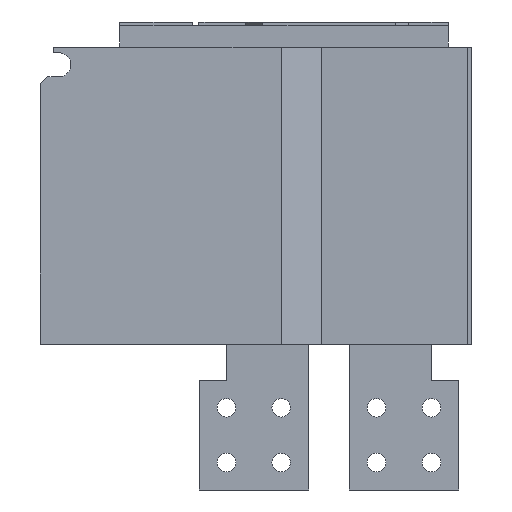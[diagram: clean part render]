
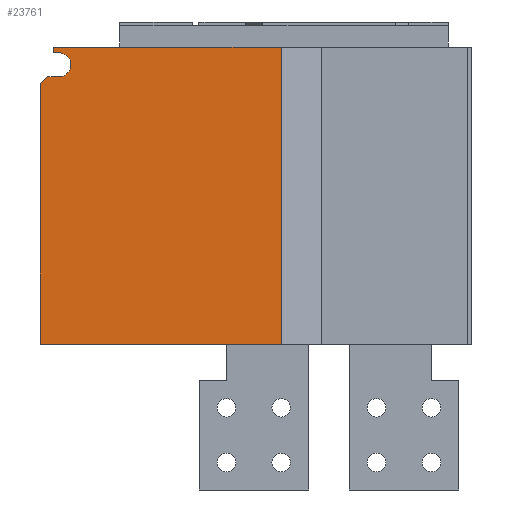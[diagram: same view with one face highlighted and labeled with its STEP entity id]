
A CAD part, left-side view. The second image highlights one B-rep face of the part: STEP entity #23761.
In plain terms, the highlighted planar face has unit normal (-1, 0, 0).
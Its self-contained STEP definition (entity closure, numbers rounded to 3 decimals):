
#6 = CARTESIAN_POINT ( 'NONE',  ( -493.5, 367., -16. ) ) ;
#25 = DIRECTION ( 'NONE',  ( 0., -1., 0. ) ) ;
#124 = EDGE_CURVE ( 'NONE', #2863, #6173, #22546, .T. ) ;
#466 = CARTESIAN_POINT ( 'NONE',  ( -493.5, 372., -5. ) ) ;
#614 = LINE ( 'NONE', #9518, #8815 ) ;
#716 = DIRECTION ( 'NONE',  ( -1., 0., 0. ) ) ;
#1317 = CARTESIAN_POINT ( 'NONE',  ( -493.5, 372., 0. ) ) ;
#1399 = DIRECTION ( 'NONE',  ( 0., -0.759, 0.651 ) ) ;
#1504 = VERTEX_POINT ( 'NONE', #466 ) ;
#2027 = ORIENTED_EDGE ( 'NONE', *, *, #124, .F. ) ;
#2117 = EDGE_CURVE ( 'NONE', #11131, #8754, #18938, .T. ) ;
#2863 = VERTEX_POINT ( 'NONE', #1317 ) ;
#3288 = CARTESIAN_POINT ( 'NONE',  ( -493.5, 367., -5. ) ) ;
#3512 = CARTESIAN_POINT ( 'NONE',  ( -493.5, 374.8, -25.114 ) ) ;
#3598 = ORIENTED_EDGE ( 'NONE', *, *, #11810, .F. ) ;
#4236 = CARTESIAN_POINT ( 'NONE',  ( -493.5, 384., -271. ) ) ;
#5267 = DIRECTION ( 'NONE',  ( 0., 0., 1. ) ) ;
#6173 = VERTEX_POINT ( 'NONE', #6862 ) ;
#6328 = FACE_OUTER_BOUND ( 'NONE', #15540, .T. ) ;
#6451 = DIRECTION ( 'NONE',  ( 0., 0., 1. ) ) ;
#6591 = EDGE_CURVE ( 'NONE', #14374, #6173, #21688, .T. ) ;
#6862 = CARTESIAN_POINT ( 'NONE',  ( -493.5, 164., 0. ) ) ;
#7305 = CARTESIAN_POINT ( 'NONE',  ( -493.5, 384., -33.001 ) ) ;
#7342 = DIRECTION ( 'NONE',  ( 0., 0., -1. ) ) ;
#7471 = CARTESIAN_POINT ( 'NONE',  ( -493.5, 377., -27. ) ) ;
#8075 = DIRECTION ( 'NONE',  ( 0., 1., 0. ) ) ;
#8139 = CARTESIAN_POINT ( 'NONE',  ( -493.5, 164., -271. ) ) ;
#8754 = VERTEX_POINT ( 'NONE', #3288 ) ;
#8792 = EDGE_CURVE ( 'NONE', #11131, #17131, #614, .T. ) ;
#8815 = VECTOR ( 'NONE', #15840, 1000. ) ;
#9518 = CARTESIAN_POINT ( 'NONE',  ( -493.5, 164., -27. ) ) ;
#9539 = VERTEX_POINT ( 'NONE', #7305 ) ;
#10703 = DIRECTION ( 'NONE',  ( 0., 0., 1. ) ) ;
#10987 = AXIS2_PLACEMENT_3D ( 'NONE', #6, #18499, #5267 ) ;
#11131 = VERTEX_POINT ( 'NONE', #23149 ) ;
#11708 = ORIENTED_EDGE ( 'NONE', *, *, #8792, .T. ) ;
#11810 = EDGE_CURVE ( 'NONE', #8754, #1504, #19679, .T. ) ;
#12199 = CARTESIAN_POINT ( 'NONE',  ( -493.5, 164., -271. ) ) ;
#12351 = VECTOR ( 'NONE', #25, 1000. ) ;
#12748 = VECTOR ( 'NONE', #1399, 1000. ) ;
#12961 = LINE ( 'NONE', #16834, #18288 ) ;
#13573 = VECTOR ( 'NONE', #10703, 1000. ) ;
#13855 = DIRECTION ( 'NONE',  ( 0., 0., 1. ) ) ;
#14070 = PLANE ( 'NONE',  #16505 ) ;
#14374 = VERTEX_POINT ( 'NONE', #8139 ) ;
#14693 = DIRECTION ( 'NONE',  ( 0., -1., 0. ) ) ;
#14751 = ORIENTED_EDGE ( 'NONE', *, *, #15647, .F. ) ;
#14959 = VECTOR ( 'NONE', #13855, 1000. ) ;
#15540 = EDGE_LOOP ( 'NONE', ( #2027, #22686, #3598, #16632, #11708, #14751, #22693, #18140, #21364 ) ) ;
#15647 = EDGE_CURVE ( 'NONE', #9539, #17131, #20733, .T. ) ;
#15696 = CARTESIAN_POINT ( 'NONE',  ( -493.5, 164., -5. ) ) ;
#15840 = DIRECTION ( 'NONE',  ( 0., 1., 0. ) ) ;
#15860 = EDGE_CURVE ( 'NONE', #23422, #14374, #17120, .T. ) ;
#16505 = AXIS2_PLACEMENT_3D ( 'NONE', #21198, #716, #6451 ) ;
#16632 = ORIENTED_EDGE ( 'NONE', *, *, #2117, .F. ) ;
#16834 = CARTESIAN_POINT ( 'NONE',  ( -493.5, 372., -271. ) ) ;
#16940 = CARTESIAN_POINT ( 'NONE',  ( -493.5, 164., 0. ) ) ;
#17120 = LINE ( 'NONE', #23095, #12351 ) ;
#17131 = VERTEX_POINT ( 'NONE', #7471 ) ;
#17606 = CARTESIAN_POINT ( 'NONE',  ( -493.5, 384., -271. ) ) ;
#18140 = ORIENTED_EDGE ( 'NONE', *, *, #15860, .T. ) ;
#18219 = VECTOR ( 'NONE', #8075, 1000. ) ;
#18288 = VECTOR ( 'NONE', #7342, 1000. ) ;
#18499 = DIRECTION ( 'NONE',  ( -1., 0., 0. ) ) ;
#18938 = CIRCLE ( 'NONE', #10987, 11. ) ;
#19679 = LINE ( 'NONE', #15696, #18219 ) ;
#20446 = VECTOR ( 'NONE', #14693, 1000. ) ;
#20733 = LINE ( 'NONE', #3512, #12748 ) ;
#21198 = CARTESIAN_POINT ( 'NONE',  ( -493.5, 164., -271. ) ) ;
#21364 = ORIENTED_EDGE ( 'NONE', *, *, #6591, .T. ) ;
#21575 = EDGE_CURVE ( 'NONE', #2863, #1504, #12961, .T. ) ;
#21688 = LINE ( 'NONE', #12199, #13573 ) ;
#22200 = EDGE_CURVE ( 'NONE', #23422, #9539, #23210, .T. ) ;
#22546 = LINE ( 'NONE', #16940, #20446 ) ;
#22686 = ORIENTED_EDGE ( 'NONE', *, *, #21575, .T. ) ;
#22693 = ORIENTED_EDGE ( 'NONE', *, *, #22200, .F. ) ;
#23095 = CARTESIAN_POINT ( 'NONE',  ( -493.5, 164., -271. ) ) ;
#23149 = CARTESIAN_POINT ( 'NONE',  ( -493.5, 367., -27. ) ) ;
#23210 = LINE ( 'NONE', #4236, #14959 ) ;
#23422 = VERTEX_POINT ( 'NONE', #17606 ) ;
#23761 = ADVANCED_FACE ( 'NONE', ( #6328 ), #14070, .T. ) ;
